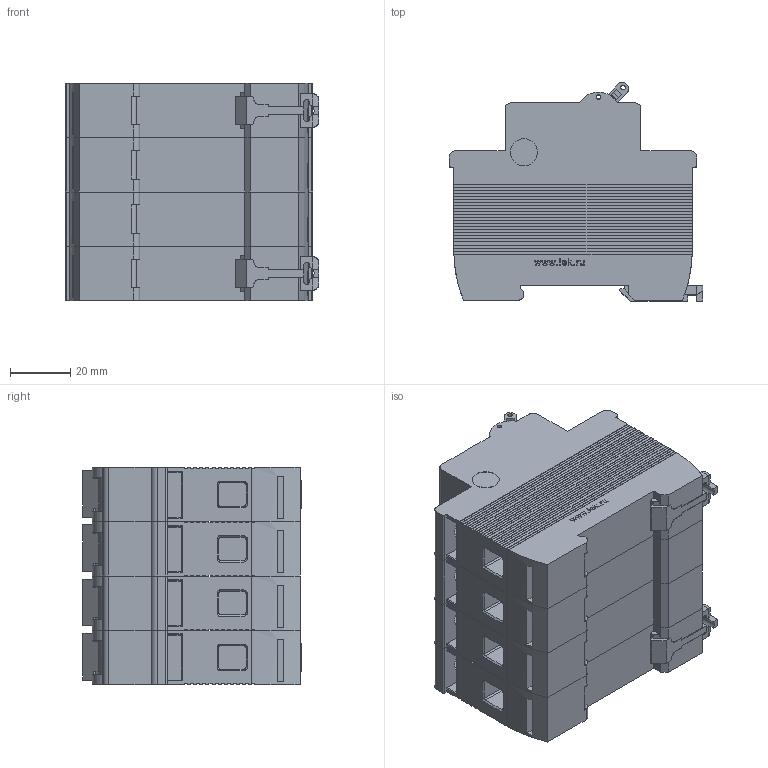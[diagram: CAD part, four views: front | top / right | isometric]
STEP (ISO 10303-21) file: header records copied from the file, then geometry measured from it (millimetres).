
FILE_DESCRIPTION (( 'STEP AP214' ), '1' );
FILE_NAME ('01.01.02.01 ÂÀ 47-29M õ-êà Â 4Ð.STEP', '2017-03-13T08:42:50', ( '' ), ( '' ), 'SwSTEP 2.0', 'SolidWorks 2014', '' );
FILE_SCHEMA (( 'AUTOMOTIVE_DESIGN' ));
Length unit declared in the file: millimetre
Products named in the file (1): 01.01.02.01 ÂÀ 47-29M õ-êà Â 4Ð
Bounding box: 84 x 72.47 x 72 mm (x, y, z)
Volume: 299147.4 mm3; surface area: 85621.5 mm2
Topology: 4 solids, 138 shells, 2790 faces, 7294 edges, 4810 vertices
Faces by surface type: plane 2220, cylinder 438, bspline 96, cone 32, torus 4
Full cylindrical faces by diameter (mm): 1.5 x12, 2.1 x24, 8 x16, 9 x8
Entity records: 118431 total; most frequent: CARTESIAN_POINT 19407, ORIENTED_EDGE 14388, DIRECTION 13374, EDGE_CURVE 7194, VECTOR 5948, LINE 5948, VERTEX_POINT 4770, AXIS2_PLACEMENT_3D 3713
